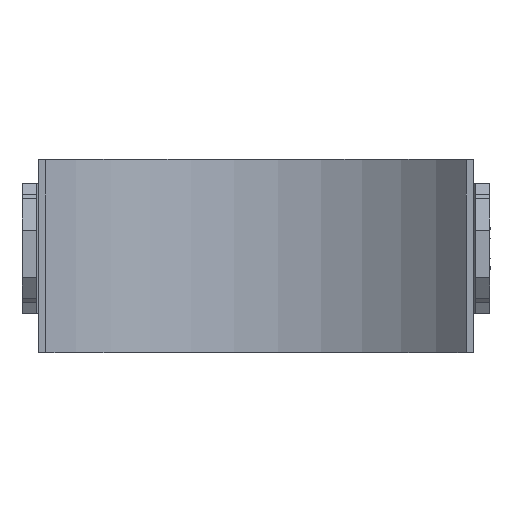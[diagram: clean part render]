
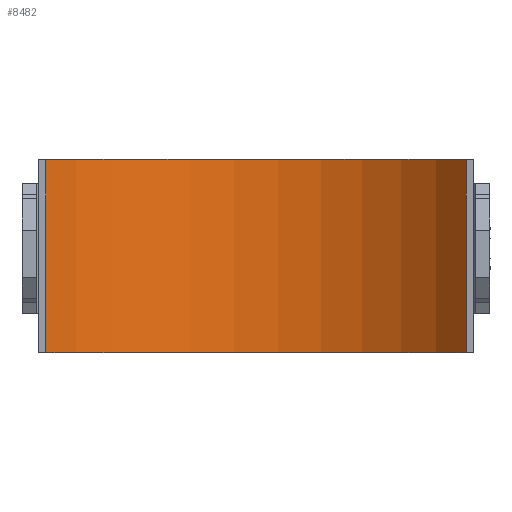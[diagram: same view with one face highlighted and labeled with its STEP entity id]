
A CAD part, front view. The second image highlights one B-rep face of the part: STEP entity #8482.
In plain terms, the highlighted cylindrical face has radius 56.5 mm (diameter 113 mm), a partial arc.
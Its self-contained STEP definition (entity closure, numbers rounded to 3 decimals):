
#165 = CARTESIAN_POINT ( 'NONE',  ( 0., -56.5, 20. ) ) ;
#283 = DIRECTION ( 'NONE',  ( 0., 0., -1. ) ) ;
#581 = CARTESIAN_POINT ( 'NONE',  ( -43.546, -20.5, 20. ) ) ;
#887 = FACE_OUTER_BOUND ( 'NONE', #7566, .T. ) ;
#1324 = ORIENTED_EDGE ( 'NONE', *, *, #5636, .F. ) ;
#2057 = CARTESIAN_POINT ( 'NONE',  ( 0., -56.5, 20. ) ) ;
#2136 = DIRECTION ( 'NONE',  ( 1., 0., 0. ) ) ;
#2210 = CARTESIAN_POINT ( 'NONE',  ( 43.546, -20.5, 20. ) ) ;
#2834 = AXIS2_PLACEMENT_3D ( 'NONE', #3067, #3119, #2136 ) ;
#2914 = VECTOR ( 'NONE', #11744, 1000. ) ;
#3067 = CARTESIAN_POINT ( 'NONE',  ( 0., -56.5, -20. ) ) ;
#3119 = DIRECTION ( 'NONE',  ( 0., 0., -1. ) ) ;
#3834 = DIRECTION ( 'NONE',  ( 0., 0., -1. ) ) ;
#4109 = ORIENTED_EDGE ( 'NONE', *, *, #7947, .T. ) ;
#4805 = CYLINDRICAL_SURFACE ( 'NONE', #9528, 56.5 ) ;
#4917 = CARTESIAN_POINT ( 'NONE',  ( 43.546, -20.5, -20. ) ) ;
#5636 = EDGE_CURVE ( 'NONE', #7631, #11909, #8663, .T. ) ;
#5685 = VECTOR ( 'NONE', #283, 1000. ) ;
#5736 = CARTESIAN_POINT ( 'NONE',  ( 43.546, -20.5, 20. ) ) ;
#6179 = CARTESIAN_POINT ( 'NONE',  ( -43.546, -20.5, 20. ) ) ;
#6625 = CARTESIAN_POINT ( 'NONE',  ( -43.546, -20.5, -20. ) ) ;
#6675 = DIRECTION ( 'NONE',  ( 0., 0., -1. ) ) ;
#7111 = ORIENTED_EDGE ( 'NONE', *, *, #11541, .T. ) ;
#7552 = AXIS2_PLACEMENT_3D ( 'NONE', #2057, #6675, #9564 ) ;
#7566 = EDGE_LOOP ( 'NONE', ( #4109, #1324, #10336, #7111 ) ) ;
#7620 = DIRECTION ( 'NONE',  ( -1., 0., 0. ) ) ;
#7631 = VERTEX_POINT ( 'NONE', #2210 ) ;
#7947 = EDGE_CURVE ( 'NONE', #12066, #11909, #8110, .T. ) ;
#8110 = CIRCLE ( 'NONE', #2834, 56.5 ) ;
#8482 = ADVANCED_FACE ( 'NONE', ( #887 ), #4805, .F. ) ;
#8663 = LINE ( 'NONE', #5736, #5685 ) ;
#9311 = EDGE_CURVE ( 'NONE', #10011, #7631, #11274, .T. ) ;
#9528 = AXIS2_PLACEMENT_3D ( 'NONE', #165, #3834, #7620 ) ;
#9564 = DIRECTION ( 'NONE',  ( 1., 0., 0. ) ) ;
#9840 = LINE ( 'NONE', #581, #2914 ) ;
#10011 = VERTEX_POINT ( 'NONE', #6179 ) ;
#10336 = ORIENTED_EDGE ( 'NONE', *, *, #9311, .F. ) ;
#11274 = CIRCLE ( 'NONE', #7552, 56.5 ) ;
#11541 = EDGE_CURVE ( 'NONE', #10011, #12066, #9840, .T. ) ;
#11744 = DIRECTION ( 'NONE',  ( 0., 0., -1. ) ) ;
#11909 = VERTEX_POINT ( 'NONE', #4917 ) ;
#12066 = VERTEX_POINT ( 'NONE', #6625 ) ;
